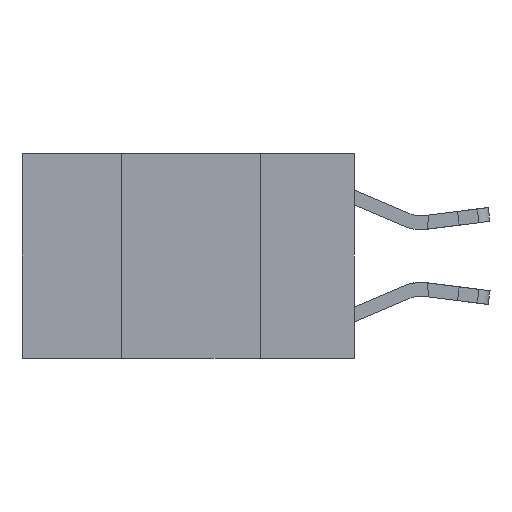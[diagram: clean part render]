
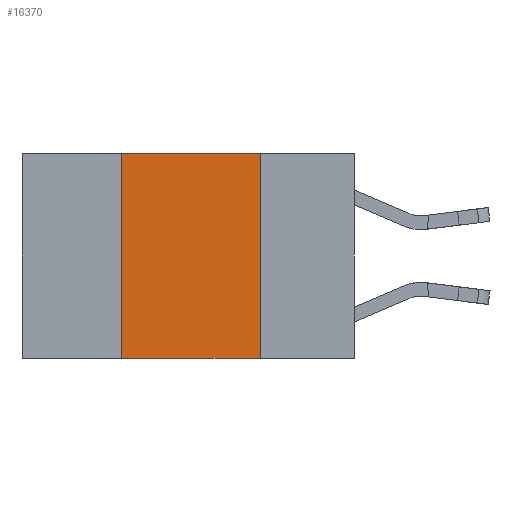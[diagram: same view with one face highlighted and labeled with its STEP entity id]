
A CAD part, left-side view. The second image highlights one B-rep face of the part: STEP entity #16370.
In plain terms, the highlighted planar face has unit normal (-1, 0, 0).
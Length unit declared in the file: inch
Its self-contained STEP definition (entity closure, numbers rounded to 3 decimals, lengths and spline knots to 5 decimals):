
#299 = VECTOR ( 'NONE', #10834, 39.37008 ) ;
#591 = LINE ( 'NONE', #19061, #11305 ) ;
#1273 = CARTESIAN_POINT ( 'NONE',  ( 0., 0.17, 0. ) ) ;
#3232 = CARTESIAN_POINT ( 'NONE',  ( 0., 0.6, 0. ) ) ;
#3459 = DIRECTION ( 'NONE',  ( 0., 0., -1. ) ) ;
#3602 = VERTEX_POINT ( 'NONE', #9168 ) ;
#4199 = DIRECTION ( 'NONE',  ( 0., -1., 0. ) ) ;
#4733 = ORIENTED_EDGE ( 'NONE', *, *, #12579, .F. ) ;
#5390 = LINE ( 'NONE', #23424, #299 ) ;
#8081 = CARTESIAN_POINT ( 'NONE',  ( 0., 0.42, -0.37 ) ) ;
#8197 = DIRECTION ( 'NONE',  ( 0., 0., 1. ) ) ;
#9082 = ORIENTED_EDGE ( 'NONE', *, *, #12763, .F. ) ;
#9168 = CARTESIAN_POINT ( 'NONE',  ( 0., 0.42, 0. ) ) ;
#9399 = VECTOR ( 'NONE', #3459, 39.37008 ) ;
#9699 = DIRECTION ( 'NONE',  ( 0., 0., -1. ) ) ;
#10175 = VERTEX_POINT ( 'NONE', #13680 ) ;
#10633 = VERTEX_POINT ( 'NONE', #8081 ) ;
#10716 = LINE ( 'NONE', #1273, #9399 ) ;
#10834 = DIRECTION ( 'NONE',  ( 0., -1., 0. ) ) ;
#11305 = VECTOR ( 'NONE', #4199, 39.37008 ) ;
#12015 = AXIS2_PLACEMENT_3D ( 'NONE', #3232, #22293, #9699 ) ;
#12057 = EDGE_CURVE ( 'NONE', #10633, #3602, #23587, .T. ) ;
#12335 = CARTESIAN_POINT ( 'NONE',  ( 0., 0.42, 0. ) ) ;
#12579 = EDGE_CURVE ( 'NONE', #10175, #20557, #10716, .T. ) ;
#12763 = EDGE_CURVE ( 'NONE', #3602, #10175, #5390, .T. ) ;
#13468 = EDGE_CURVE ( 'NONE', #10633, #20557, #591, .T. ) ;
#13680 = CARTESIAN_POINT ( 'NONE',  ( 0., 0.17, 0. ) ) ;
#14535 = FACE_OUTER_BOUND ( 'NONE', #18617, .T. ) ;
#14669 = CARTESIAN_POINT ( 'NONE',  ( 0., 0.17, -0.37 ) ) ;
#16370 = ADVANCED_FACE ( 'NONE', ( #14535 ), #24317, .F. ) ;
#17380 = VECTOR ( 'NONE', #8197, 39.37008 ) ;
#18617 = EDGE_LOOP ( 'NONE', ( #4733, #9082, #27370, #23887 ) ) ;
#19061 = CARTESIAN_POINT ( 'NONE',  ( 0., 0.6, -0.37 ) ) ;
#20557 = VERTEX_POINT ( 'NONE', #14669 ) ;
#22293 = DIRECTION ( 'NONE',  ( 1., 0., 0. ) ) ;
#23424 = CARTESIAN_POINT ( 'NONE',  ( 0., 0.6, 0. ) ) ;
#23587 = LINE ( 'NONE', #12335, #17380 ) ;
#23887 = ORIENTED_EDGE ( 'NONE', *, *, #13468, .T. ) ;
#24317 = PLANE ( 'NONE',  #12015 ) ;
#27370 = ORIENTED_EDGE ( 'NONE', *, *, #12057, .F. ) ;
